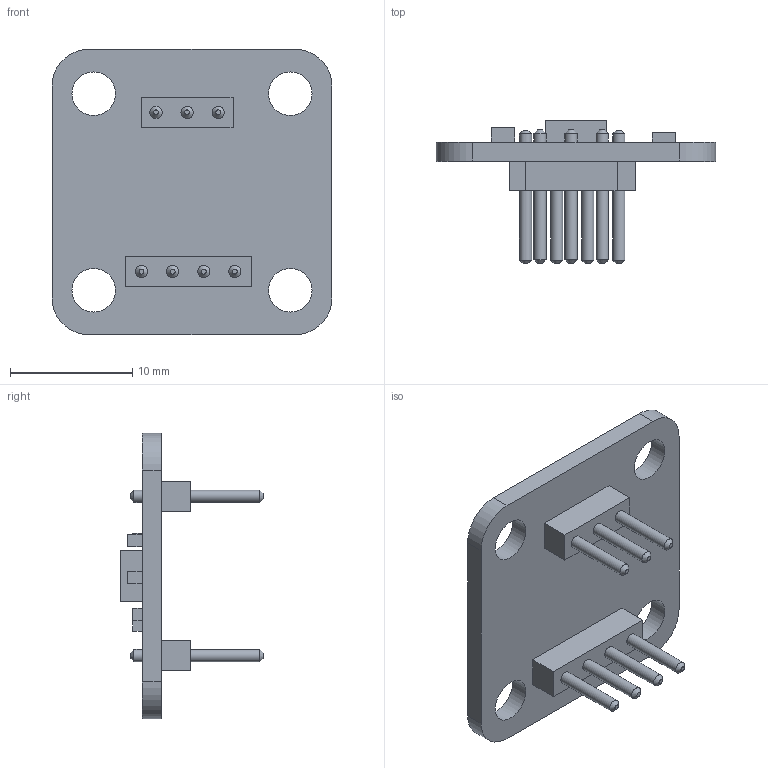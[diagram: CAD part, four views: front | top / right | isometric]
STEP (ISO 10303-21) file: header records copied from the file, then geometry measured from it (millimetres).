
FILE_DESCRIPTION(/* description */ (''),/* implementation_level */ '2;1');
FILE_NAME(/* name */ 'MAGNETIC ENCODER AS5600.stp',/* time_stamp */ '2023-12-12T17:57:50-05:00',/* author */ ('Usuario'),/* organization */ (''),/* preprocessor_version */ 'ST-DEVELOPER v19',/* originating_system */ 'Autodesk Inventor 2023',/* authorisation */ '');
FILE_SCHEMA (('AUTOMOTIVE_DESIGN { 1 0 10303 214 3 1 1 }'));
Length unit declared in the file: millimetre
Products named in the file (1): AS5600 v1
Bounding box: 22.86 x 11.7 x 23.3 mm (x, y, z)
Volume: 944.1 mm3; surface area: 1493.4 mm2
Topology: 1 solids, 1 shells, 101 faces, 228 edges, 152 vertices
Faces by surface type: plane 65, cylinder 22, cone 14
Full cylindrical faces by diameter (mm): 1 x14, 3.55 x4
Entity records: 3052 total; most frequent: DIRECTION 504, CARTESIAN_POINT 482, ORIENTED_EDGE 456, EDGE_CURVE 228, AXIS2_PLACEMENT_3D 174, LINE 156, VECTOR 156, VERTEX_POINT 152
